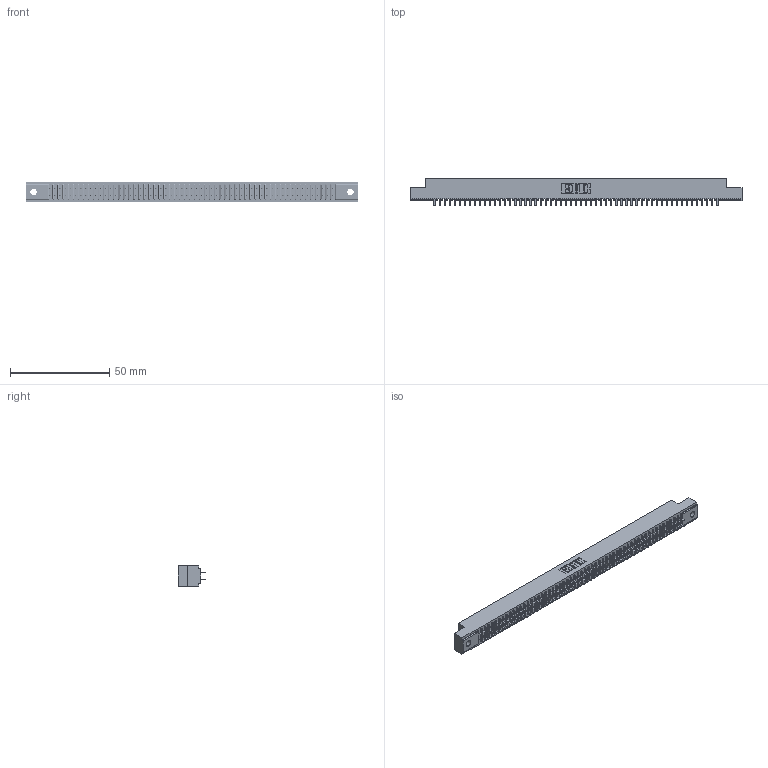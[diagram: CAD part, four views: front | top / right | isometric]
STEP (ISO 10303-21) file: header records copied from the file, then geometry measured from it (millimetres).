
FILE_DESCRIPTION (( 'STEP AP203' ), '1' );
FILE_NAME ('391-114-524-202.STEP', '2018-08-09T22:43:34', ( '' ), ( '' ), 'SwSTEP 2.0', 'SolidWorks 2016', '' );
FILE_SCHEMA (( 'CONFIG_CONTROL_DESIGN' ));
Length unit declared in the file: inch
Products named in the file (3): 341 Part_.128 (3.25) Dia Mounting Holes; 341-292-001_341-292-124; 391-114-524-202
Assembly tree (115 placements, depth 2):
  391-114-524-202
    341 Part_.128 (3.25) Dia Mounting Holes
    341-292-001_341-292-124  x114
Bounding box: 167 x 13.64 x 10.16 mm (x, y, z)
Volume: 805.1 mm3; surface area: 21823.3 mm2
Topology: 114 solids, 115 shells, 7639 faces, 22147 edges, 14342 vertices
Faces by surface type: plane 4627, cylinder 2784, sphere 116, torus 112
Entity records: 66986 total; most frequent: CARTESIAN_POINT 11135, ORIENTED_EDGE 11066, DIRECTION 10795, EDGE_CURVE 5533, LINE 4487, VECTOR 4487, VERTEX_POINT 3494, AXIS2_PLACEMENT_3D 3154
